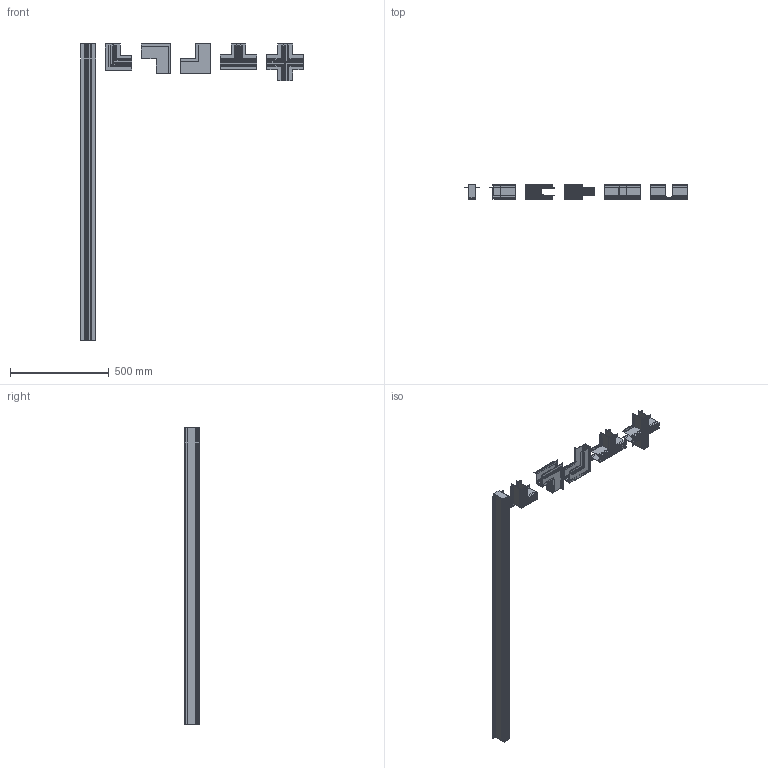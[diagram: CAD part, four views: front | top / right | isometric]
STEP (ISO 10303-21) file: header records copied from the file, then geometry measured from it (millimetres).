
FILE_DESCRIPTION (( 'STEP AP203' ), '1' );
FILE_NAME ('Ñáîðêà Ìàãíèòíîãî òðåêà HOKASU OneLine+ IN.STEP', '2020-05-22T07:33:22', ( '' ), ( '' ), 'SwSTEP 2.0', 'SolidWorks 2018', '' );
FILE_SCHEMA (( 'CONFIG_CONTROL_DESIGN' ));
Length unit declared in the file: millimetre
Products named in the file (9): countersunk flat head cross recess screw_iso_ISO 7046-1 - M2 x 8 - Z - 8N; Ñáîðêà Ìàãíèòíîãî òðåêà HOKASU OneLine+ IN; HOKASU OneLine+ IN_4-WAY PUBLIC; HOKASU OneLine+ IN_CORNER WALL OUT PUBLIC; HOKASU OneLine+ IN_CORNER WALL IN PUBLIC; HOKASU OneLine+ IN_PUBLIC; F3_PUBLIC; HOKASU OneLine+ IN_3-WAY PUBLIC; HOKASU OneLine+ IN_CORNER ROOF PUBLIC
Assembly tree (9 placements, depth 2):
  Ñáîðêà Ìàãíèòíîãî òðåêà HOKASU OneLine+ IN
    HOKASU OneLine+ IN_PUBLIC
    F3_PUBLIC
    countersunk flat head cross recess screw_iso_ISO 7046-1 - M2 x 8 - Z - 8N  x2
    HOKASU OneLine+ IN_CORNER ROOF PUBLIC
    HOKASU OneLine+ IN_CORNER WALL OUT PUBLIC
    HOKASU OneLine+ IN_CORNER WALL IN PUBLIC
    HOKASU OneLine+ IN_3-WAY PUBLIC
    HOKASU OneLine+ IN_4-WAY PUBLIC
Bounding box: 1127.21 x 75.5 x 1502 mm (x, y, z)
Volume: 1289458.3 mm3; surface area: 1410050.6 mm2
Topology: 9 solids, 9 shells, 1562 faces, 4361 edges, 2815 vertices
Faces by surface type: plane 1071, cylinder 457, cone 30, torus 4
Entity records: 49139 total; most frequent: CARTESIAN_POINT 9210, ORIENTED_EDGE 8530, DIRECTION 7657, EDGE_CURVE 4265, LINE 3511, VECTOR 3511, VERTEX_POINT 2761, AXIS2_PLACEMENT_3D 2073
